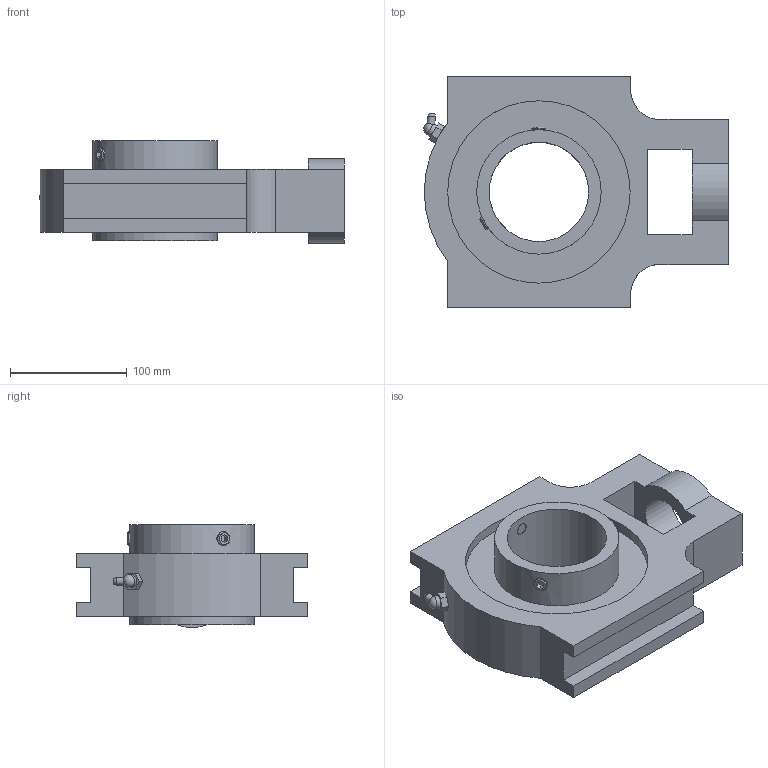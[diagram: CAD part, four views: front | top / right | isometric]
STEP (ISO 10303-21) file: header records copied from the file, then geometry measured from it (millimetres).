
FILE_DESCRIPTION( ( 'STEP AP203' ), '1' );
FILE_NAME( 'UCT217D1(85,D1).stp', '2019-08-08T07:46:50', ( '' ), ( '' ), ' ', 'PARTsolutions', ' ' );
FILE_SCHEMA( ( 'CONFIG_CONTROL_DESIGN' ) );
Length unit declared in the file: millimetre
Products named in the file (3): UCT217D1(85,D1); _UCT217D1UCT Housing; _GB-PF1/4GNUCT
Assembly tree (2 placements, depth 2):
  UCT217D1(85,D1)
    _UCT217D1UCT Housing
    _GB-PF1/4GNUCT
Bounding box: 260.57 x 198 x 87.98 mm (x, y, z)
Volume: 1646352.4 mm3; surface area: 186950.4 mm2
Topology: 2 solids, 2 shells, 79 faces, 199 edges, 132 vertices
Faces by surface type: plane 56, cylinder 17, cone 5, sphere 1
Full cylindrical faces by diameter (mm): 6.6 x1, 10.16 x2, 11 x1, 12 x2, 48 x1, 85 x1, 106.4 x2, 156 x2
Entity records: 2654 total; most frequent: CARTESIAN_POINT 719, DIRECTION 372, ORIENTED_EDGE 348, EDGE_CURVE 174, LINE 130, VECTOR 130, VERTEX_POINT 126, AXIS2_PLACEMENT_3D 121
